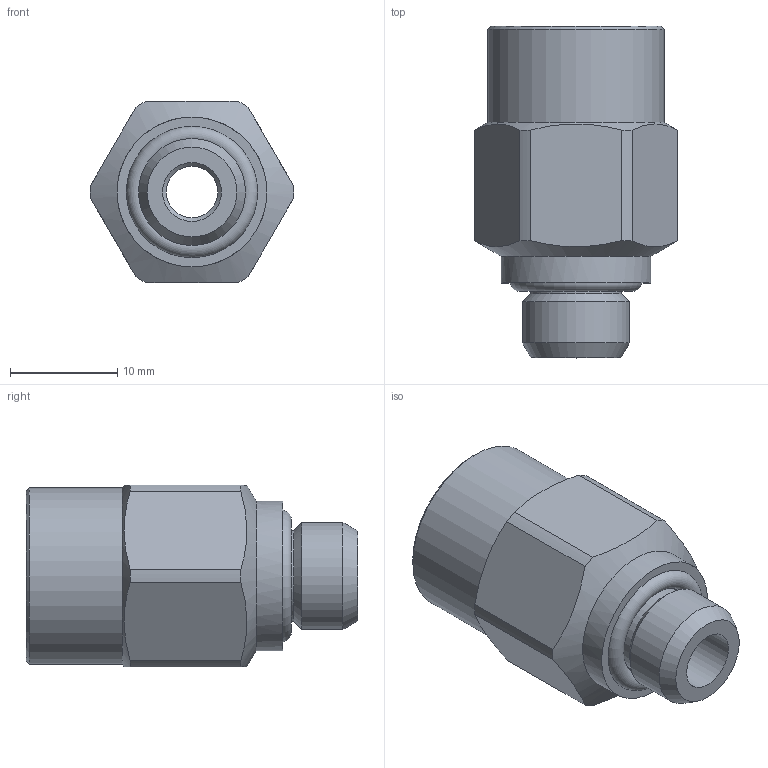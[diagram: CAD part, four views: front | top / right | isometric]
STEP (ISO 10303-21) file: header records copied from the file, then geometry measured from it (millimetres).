
FILE_DESCRIPTION(/* description */ ('STEP AP214'),/* implementation_level */ '2;1');
FILE_NAME(/* name */ 'T002024O',/* time_stamp */ '2023-05-11T08:17:20+02:00',/* author */ ('License CC BY-ND 4.0'),/* organization */ ('CADENAS'),/* preprocessor_version */ 'ST-DEVELOPER v19.3',/* originating_system */ 'PARTsolutions',/* authorisation */ ' ');
FILE_SCHEMA (('AUTOMOTIVE_DESIGN {1 0 10303 214 3 1 1}'));
Length unit declared in the file: millimetre
Products named in the file (1): T002024O
Bounding box: 19 x 31 x 17 mm (x, y, z)
Volume: 4692.3 mm3; surface area: 3223.5 mm2
Topology: 1 solids, 1 shells, 174 faces, 451 edges, 298 vertices
Faces by surface type: plane 75, bspline 72, cylinder 16, cone 8, torus 3
Full cylindrical faces by diameter (mm): 4.85 x1, 5.5 x1, 5.85 x1, 8.15 x2, 8.5 x1, 10 x1, 14 x2, 16.5 x1
Entity records: 10086 total; most frequent: CARTESIAN_POINT 5193, ORIENTED_EDGE 846, DIRECTION 512, EDGE_CURVE 423, VERTEX_POINT 291, LINE 228, VECTOR 228, EDGE_LOOP 216
